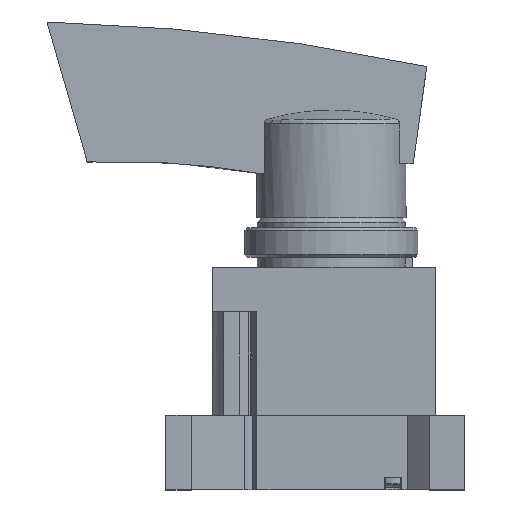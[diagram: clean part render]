
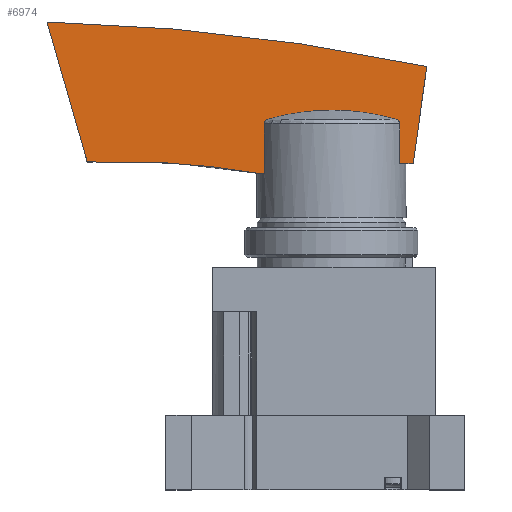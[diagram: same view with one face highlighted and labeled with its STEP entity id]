
A CAD part, top view. The second image highlights one B-rep face of the part: STEP entity #6974.
In plain terms, the highlighted planar face has unit normal (0.016, 0, 1).
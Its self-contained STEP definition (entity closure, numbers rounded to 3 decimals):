
#223=PLANE('',#7700);
#313=ELLIPSE('',#7699,170.022,170.);
#314=ELLIPSE('',#7701,422.056,422.);
#834=LINE('',#11948,#1421);
#841=LINE('',#11963,#1428);
#848=LINE('',#11999,#1435);
#852=LINE('',#12014,#1439);
#853=LINE('',#12018,#1440);
#854=LINE('',#12019,#1441);
#1421=VECTOR('',#9514,1000.);
#1428=VECTOR('',#9525,1000.);
#1435=VECTOR('',#9548,1000.);
#1439=VECTOR('',#9558,1000.);
#1440=VECTOR('',#9561,1000.);
#1441=VECTOR('',#9562,1000.);
#1752=CIRCLE('',#7702,46.567);
#3479=ORIENTED_EDGE('',*,*,#4660,.F.);
#3480=ORIENTED_EDGE('',*,*,#4639,.T.);
#3481=ORIENTED_EDGE('',*,*,#4631,.T.);
#3482=ORIENTED_EDGE('',*,*,#4661,.T.);
#3483=ORIENTED_EDGE('',*,*,#4662,.T.);
#3484=ORIENTED_EDGE('',*,*,#4658,.F.);
#3485=ORIENTED_EDGE('',*,*,#4654,.T.);
#3486=ORIENTED_EDGE('',*,*,#4663,.F.);
#3487=ORIENTED_EDGE('',*,*,#4664,.T.);
#3488=ORIENTED_EDGE('',*,*,#4665,.T.);
#3489=ORIENTED_EDGE('',*,*,#4666,.T.);
#4631=EDGE_CURVE('',#5360,#5359,#834,.T.);
#4639=EDGE_CURVE('',#5366,#5360,#841,.T.);
#4654=EDGE_CURVE('',#5379,#5377,#848,.T.);
#4658=EDGE_CURVE('',#5379,#5381,#313,.F.);
#4660=EDGE_CURVE('',#5366,#5382,#852,.F.);
#4661=EDGE_CURVE('',#5359,#5383,#314,.F.);
#4662=EDGE_CURVE('',#5383,#5381,#853,.T.);
#4663=EDGE_CURVE('',#5384,#5377,#854,.T.);
#4664=EDGE_CURVE('',#5384,#5385,#5510,.T.);
#4665=EDGE_CURVE('',#5385,#5386,#1752,.T.);
#4666=EDGE_CURVE('',#5386,#5382,#5511,.T.);
#5359=VERTEX_POINT('',#11947);
#5360=VERTEX_POINT('',#11949);
#5366=VERTEX_POINT('',#11964);
#5377=VERTEX_POINT('',#11997);
#5379=VERTEX_POINT('',#12000);
#5381=VERTEX_POINT('',#12011);
#5382=VERTEX_POINT('',#12015);
#5383=VERTEX_POINT('',#12017);
#5384=VERTEX_POINT('',#12020);
#5385=VERTEX_POINT('',#12025);
#5386=VERTEX_POINT('',#12027);
#5510=B_SPLINE_CURVE_WITH_KNOTS('',3,(#12021,#12022,#12023,#12024),
 .UNSPECIFIED.,.F.,.F.,(4,4),(0.,0.001),
 .UNSPECIFIED.);
#5511=B_SPLINE_CURVE_WITH_KNOTS('',3,(#12028,#12029,#12030,#12031),
 .UNSPECIFIED.,.F.,.F.,(4,4),(0.,0.001),
 .UNSPECIFIED.);
#5924=EDGE_LOOP('',(#3479,#3480,#3481,#3482,#3483,#3484,#3485,#3486,#3487,
#3488,#3489));
#6419=FACE_BOUND('',#5924,.T.);
#6974=ADVANCED_FACE('',(#6419),#223,.F.);
#7699=AXIS2_PLACEMENT_3D('',#12010,#9553,#9554);
#7700=AXIS2_PLACEMENT_3D('',#12013,#9556,#9557);
#7701=AXIS2_PLACEMENT_3D('',#12016,#9559,#9560);
#7702=AXIS2_PLACEMENT_3D('',#12026,#9563,#9564);
#9514=DIRECTION('',(0.139,0.99,-0.002));
#9525=DIRECTION('',(1.,0.,-0.016));
#9548=DIRECTION('',(1.,0.,-0.016));
#9553=DIRECTION('',(-0.016,0.,-1.));
#9554=DIRECTION('',(1.,0.,-0.016));
#9556=DIRECTION('',(-0.016,0.,-1.));
#9557=DIRECTION('',(-1.,0.,0.016));
#9558=DIRECTION('',(0.,-1.,0.));
#9559=DIRECTION('',(-0.016,0.,-1.));
#9560=DIRECTION('',(1.,0.,-0.016));
#9561=DIRECTION('',(0.276,-0.961,-0.004));
#9562=DIRECTION('',(0.,-1.,0.));
#9563=DIRECTION('',(-0.016,0.,-1.));
#9564=DIRECTION('',(-1.,0.,0.016));
#11947=CARTESIAN_POINT('',(19.3,30.6,6.05));
#11948=CARTESIAN_POINT('',(19.106,29.217,6.053));
#11949=CARTESIAN_POINT('',(16.545,11.,6.095));
#11963=CARTESIAN_POINT('',(-57.6,11.,7.3));
#11964=CARTESIAN_POINT('',(13.796,11.,6.139));
#11997=CARTESIAN_POINT('',(-13.589,9.,6.585));
#11999=CARTESIAN_POINT('',(-57.6,9.,7.3));
#12000=CARTESIAN_POINT('',(-14.75,9.,6.603));
#12010=CARTESIAN_POINT('',(-43.273,-158.59,7.067));
#12011=CARTESIAN_POINT('',(-49.385,11.3,7.166));
#12013=CARTESIAN_POINT('',(-57.6,40.,7.3));
#12014=CARTESIAN_POINT('',(13.796,0.,6.139));
#12015=CARTESIAN_POINT('',(13.796,18.986,6.139));
#12016=CARTESIAN_POINT('',(-68.01,-382.269,7.469));
#12017=CARTESIAN_POINT('',(-57.5,39.6,7.298));
#12018=CARTESIAN_POINT('',(-57.614,39.996,7.3));
#12019=CARTESIAN_POINT('',(-13.589,0.,6.585));
#12020=CARTESIAN_POINT('',(-13.589,18.986,6.585));
#12021=CARTESIAN_POINT('',(-13.589,18.986,6.585));
#12022=CARTESIAN_POINT('',(-13.589,19.428,6.585));
#12023=CARTESIAN_POINT('',(-13.244,19.815,6.579));
#12024=CARTESIAN_POINT('',(-12.82,19.938,6.572));
#12025=CARTESIAN_POINT('',(-12.82,19.938,6.572));
#12026=CARTESIAN_POINT('',(0.103,-24.8,6.362));
#12027=CARTESIAN_POINT('',(13.027,19.938,6.152));
#12028=CARTESIAN_POINT('',(13.027,19.938,6.152));
#12029=CARTESIAN_POINT('',(13.451,19.815,6.145));
#12030=CARTESIAN_POINT('',(13.796,19.428,6.139));
#12031=CARTESIAN_POINT('',(13.796,18.986,6.139));
